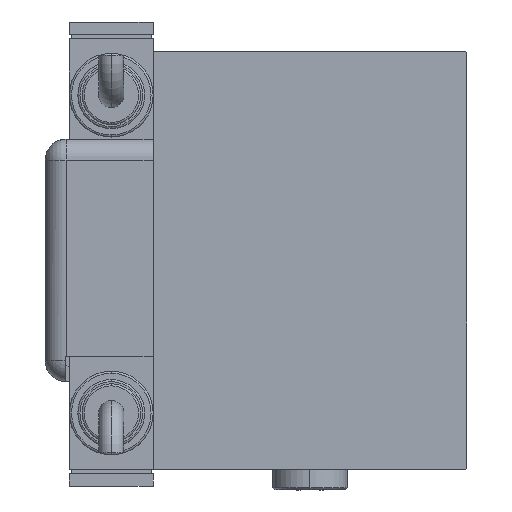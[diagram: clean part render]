
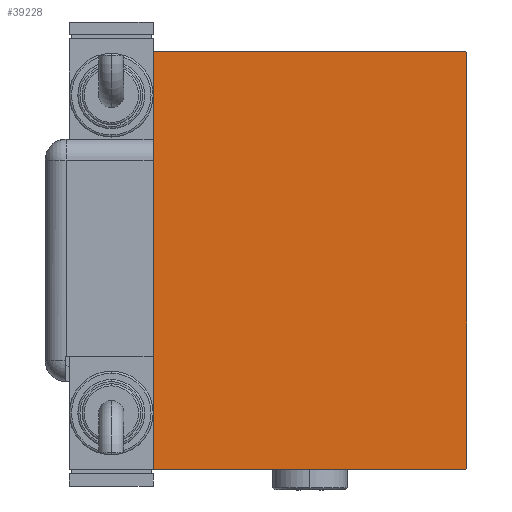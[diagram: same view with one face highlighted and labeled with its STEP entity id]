
A CAD part, left-side view. The second image highlights one B-rep face of the part: STEP entity #39228.
In plain terms, the highlighted face is planar.
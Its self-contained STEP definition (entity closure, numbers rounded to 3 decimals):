
#245 = VECTOR ( 'NONE', #29382, 1000. ) ;
#619 = EDGE_CURVE ( 'NONE', #26689, #47652, #966, .T. ) ;
#966 = LINE ( 'NONE', #57476, #245 ) ;
#1366 = CARTESIAN_POINT ( 'NONE',  ( 153., -37.5, -50. ) ) ;
#1671 = DIRECTION ( 'NONE',  ( 0., 1., 0. ) ) ;
#2890 = VERTEX_POINT ( 'NONE', #23706 ) ;
#3335 = CARTESIAN_POINT ( 'NONE',  ( 153., 37.5, -49.7 ) ) ;
#5584 = ORIENTED_EDGE ( 'NONE', *, *, #61484, .T. ) ;
#6097 = CARTESIAN_POINT ( 'NONE',  ( 153., -37.2, 50. ) ) ;
#6255 = CARTESIAN_POINT ( 'NONE',  ( 153., -43.6, -43.6 ) ) ;
#6276 = VECTOR ( 'NONE', #40688, 1000. ) ;
#6328 = VECTOR ( 'NONE', #1671, 1000. ) ;
#7598 = LINE ( 'NONE', #36939, #6276 ) ;
#8093 = DIRECTION ( 'NONE',  ( 0., 0., -1. ) ) ;
#9859 = VERTEX_POINT ( 'NONE', #53384 ) ;
#11139 = LINE ( 'NONE', #44261, #46512 ) ;
#12210 = PLANE ( 'NONE',  #20422 ) ;
#12527 = EDGE_LOOP ( 'NONE', ( #49097, #12575, #5584, #53558, #41664, #59607, #20996, #21505 ) ) ;
#12575 = ORIENTED_EDGE ( 'NONE', *, *, #20885, .T. ) ;
#17770 = VERTEX_POINT ( 'NONE', #40781 ) ;
#18303 = VERTEX_POINT ( 'NONE', #50935 ) ;
#20422 = AXIS2_PLACEMENT_3D ( 'NONE', #50617, #26878, #36580 ) ;
#20885 = EDGE_CURVE ( 'NONE', #30308, #47268, #23671, .T. ) ;
#20996 = ORIENTED_EDGE ( 'NONE', *, *, #47107, .T. ) ;
#21505 = ORIENTED_EDGE ( 'NONE', *, *, #50091, .T. ) ;
#23671 = LINE ( 'NONE', #47428, #44939 ) ;
#23706 = CARTESIAN_POINT ( 'NONE',  ( 153., 37.5, 49.7 ) ) ;
#26689 = VERTEX_POINT ( 'NONE', #27479 ) ;
#26878 = DIRECTION ( 'NONE',  ( 1., 0., 0. ) ) ;
#27479 = CARTESIAN_POINT ( 'NONE',  ( 153., 37.2, 50. ) ) ;
#28707 = EDGE_CURVE ( 'NONE', #18303, #30308, #30080, .T. ) ;
#28745 = LINE ( 'NONE', #6255, #45877 ) ;
#29382 = DIRECTION ( 'NONE',  ( 0., -1., 0. ) ) ;
#30080 = LINE ( 'NONE', #1366, #6328 ) ;
#30308 = VERTEX_POINT ( 'NONE', #54432 ) ;
#30809 = DIRECTION ( 'NONE',  ( 0., -0.707, 0.707 ) ) ;
#31828 = LINE ( 'NONE', #50873, #46720 ) ;
#36580 = DIRECTION ( 'NONE',  ( 0., 0., -1. ) ) ;
#36939 = CARTESIAN_POINT ( 'NONE',  ( 153., 37.5, -50. ) ) ;
#39228 = ADVANCED_FACE ( 'NONE', ( #59657 ), #12210, .T. ) ;
#40688 = DIRECTION ( 'NONE',  ( 0., 0., 1. ) ) ;
#40781 = CARTESIAN_POINT ( 'NONE',  ( 153., -37.5, -49.7 ) ) ;
#41550 = LINE ( 'NONE', #60577, #48809 ) ;
#41664 = ORIENTED_EDGE ( 'NONE', *, *, #619, .T. ) ;
#41835 = EDGE_CURVE ( 'NONE', #2890, #26689, #11139, .T. ) ;
#44261 = CARTESIAN_POINT ( 'NONE',  ( 153., 43.6, 43.6 ) ) ;
#44939 = VECTOR ( 'NONE', #51499, 1000. ) ;
#45877 = VECTOR ( 'NONE', #52481, 1000. ) ;
#46512 = VECTOR ( 'NONE', #30809, 1000. ) ;
#46720 = VECTOR ( 'NONE', #8093, 1000. ) ;
#47107 = EDGE_CURVE ( 'NONE', #9859, #17770, #31828, .T. ) ;
#47268 = VERTEX_POINT ( 'NONE', #3335 ) ;
#47428 = CARTESIAN_POINT ( 'NONE',  ( 153., 43.6, -43.6 ) ) ;
#47652 = VERTEX_POINT ( 'NONE', #6097 ) ;
#48809 = VECTOR ( 'NONE', #56795, 1000. ) ;
#49097 = ORIENTED_EDGE ( 'NONE', *, *, #28707, .T. ) ;
#50091 = EDGE_CURVE ( 'NONE', #17770, #18303, #28745, .T. ) ;
#50617 = CARTESIAN_POINT ( 'NONE',  ( 153., 0., 0. ) ) ;
#50873 = CARTESIAN_POINT ( 'NONE',  ( 153., -37.5, 50. ) ) ;
#50935 = CARTESIAN_POINT ( 'NONE',  ( 153., -37.2, -50. ) ) ;
#51499 = DIRECTION ( 'NONE',  ( 0., 0.707, 0.707 ) ) ;
#52481 = DIRECTION ( 'NONE',  ( 0., 0.707, -0.707 ) ) ;
#52879 = EDGE_CURVE ( 'NONE', #47652, #9859, #41550, .T. ) ;
#53384 = CARTESIAN_POINT ( 'NONE',  ( 153., -37.5, 49.7 ) ) ;
#53558 = ORIENTED_EDGE ( 'NONE', *, *, #41835, .T. ) ;
#54432 = CARTESIAN_POINT ( 'NONE',  ( 153., 37.2, -50. ) ) ;
#56795 = DIRECTION ( 'NONE',  ( 0., -0.707, -0.707 ) ) ;
#57476 = CARTESIAN_POINT ( 'NONE',  ( 153., 37.5, 50. ) ) ;
#59607 = ORIENTED_EDGE ( 'NONE', *, *, #52879, .T. ) ;
#59657 = FACE_OUTER_BOUND ( 'NONE', #12527, .T. ) ;
#60577 = CARTESIAN_POINT ( 'NONE',  ( 153., -43.6, 43.6 ) ) ;
#61484 = EDGE_CURVE ( 'NONE', #47268, #2890, #7598, .T. ) ;
